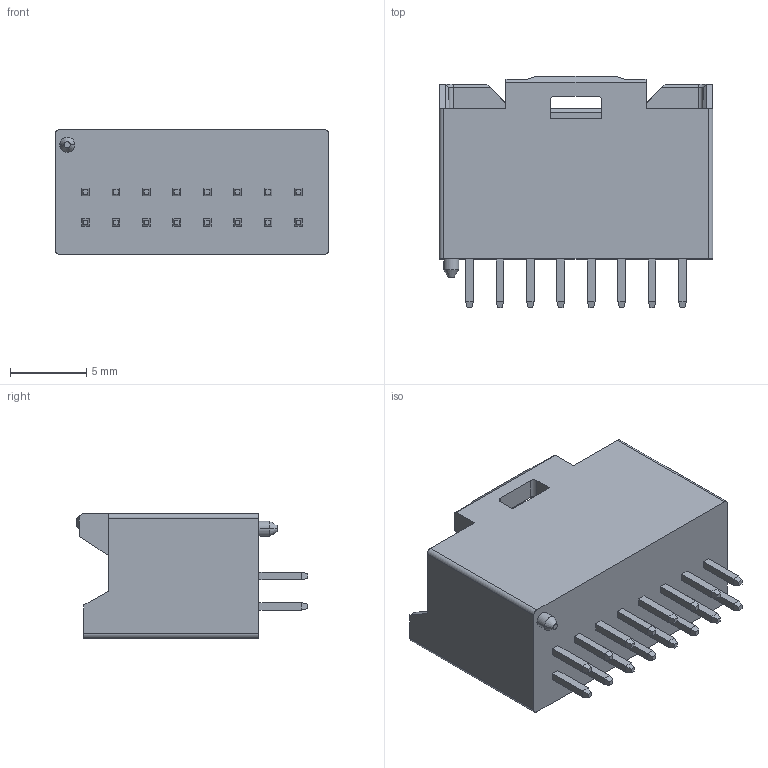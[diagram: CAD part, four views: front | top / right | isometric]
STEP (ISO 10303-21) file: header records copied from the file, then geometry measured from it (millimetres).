
FILE_DESCRIPTION((''),'2;1');
FILE_NAME('5016451620','2020-01-30T',('gga'),(''),'PRO/ENGINEER BY PARAMETRIC TECHNOLOGY CORPORATION, 2016010','PRO/ENGINEER BY PARAMETRIC TECHNOLOGY CORPORATION, 2016010','');
FILE_SCHEMA(('CONFIG_CONTROL_DESIGN'));
Length unit declared in the file: millimetre
Products named in the file (1): 5016451620
Bounding box: 18 x 15.2 x 8.2 mm (x, y, z)
Volume: 865.4 mm3; surface area: 1468.4 mm2
Topology: 1 solids, 1 shells, 373 faces, 903 edges, 566 vertices
Faces by surface type: plane 349, cylinder 16, cone 8
Entity records: 10545 total; most frequent: CARTESIAN_POINT 1817, ORIENTED_EDGE 1736, DIRECTION 1719, EDGE_CURVE 868, VECTOR 827, LINE 827, VERTEX_POINT 530, AXIS2_PLACEMENT_3D 446
